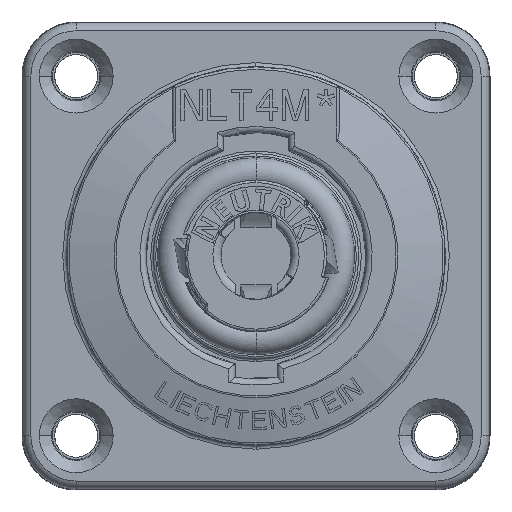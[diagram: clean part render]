
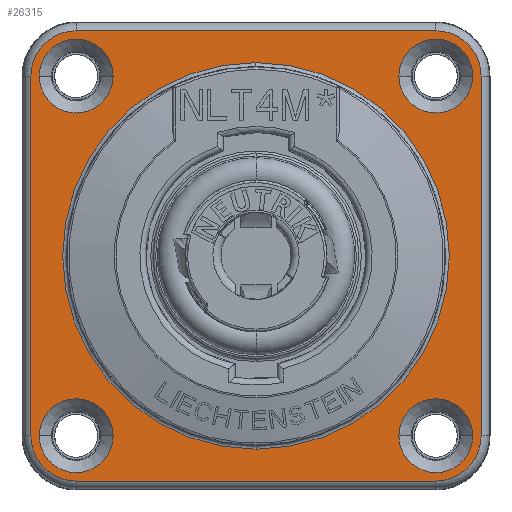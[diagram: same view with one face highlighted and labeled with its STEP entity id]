
A CAD part, top view. The second image highlights one B-rep face of the part: STEP entity #26315.
In plain terms, the highlighted planar face has unit normal (0, 0, 1).
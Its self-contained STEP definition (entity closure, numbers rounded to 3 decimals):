
#5362=DIRECTION('',(0.,-1.,0.));
#5363=VECTOR('',#5362,29.2);
#5364=CARTESIAN_POINT('',(18.283,14.6,4.45));
#5365=LINE('',#5364,#5363);
#5366=CARTESIAN_POINT('',(14.6,-14.6,4.45));
#5367=DIRECTION('',(0.,0.,-1.));
#5368=DIRECTION('',(1.,0.,0.));
#5369=AXIS2_PLACEMENT_3D('',#5366,#5367,#5368);
#5371=DIRECTION('',(-1.,0.,0.));
#5372=VECTOR('',#5371,29.2);
#5373=CARTESIAN_POINT('',(14.6,-18.283,4.45));
#5374=LINE('',#5373,#5372);
#5375=CARTESIAN_POINT('',(-14.6,-14.6,4.45));
#5376=DIRECTION('',(0.,0.,-1.));
#5377=DIRECTION('',(0.,-1.,0.));
#5378=AXIS2_PLACEMENT_3D('',#5375,#5376,#5377);
#5380=DIRECTION('',(0.,1.,0.));
#5381=VECTOR('',#5380,29.2);
#5382=CARTESIAN_POINT('',(-18.283,-14.6,4.45));
#5383=LINE('',#5382,#5381);
#5384=CARTESIAN_POINT('',(-14.6,14.6,4.45));
#5385=DIRECTION('',(0.,0.,-1.));
#5386=DIRECTION('',(-1.,0.,0.));
#5387=AXIS2_PLACEMENT_3D('',#5384,#5385,#5386);
#5389=DIRECTION('',(1.,0.,0.));
#5390=VECTOR('',#5389,29.2);
#5391=CARTESIAN_POINT('',(-14.6,18.283,4.45));
#5392=LINE('',#5391,#5390);
#5393=CARTESIAN_POINT('',(14.6,14.6,4.45));
#5394=DIRECTION('',(0.,0.,-1.));
#5395=DIRECTION('',(0.,1.,0.));
#5396=AXIS2_PLACEMENT_3D('',#5393,#5394,#5395);
#5398=CARTESIAN_POINT('',(-14.6,14.6,4.45));
#5399=DIRECTION('',(0.,0.,1.));
#5400=DIRECTION('',(1.,0.,0.));
#5401=AXIS2_PLACEMENT_3D('',#5398,#5399,#5400);
#5403=CARTESIAN_POINT('',(-14.6,14.6,4.45));
#5404=DIRECTION('',(0.,0.,1.));
#5405=DIRECTION('',(-1.,0.,0.));
#5406=AXIS2_PLACEMENT_3D('',#5403,#5404,#5405);
#5408=CARTESIAN_POINT('',(14.6,-14.6,4.45));
#5409=DIRECTION('',(0.,0.,1.));
#5410=DIRECTION('',(1.,0.,0.));
#5411=AXIS2_PLACEMENT_3D('',#5408,#5409,#5410);
#5413=CARTESIAN_POINT('',(14.6,-14.6,4.45));
#5414=DIRECTION('',(0.,0.,1.));
#5415=DIRECTION('',(-1.,0.,0.));
#5416=AXIS2_PLACEMENT_3D('',#5413,#5414,#5415);
#5418=CARTESIAN_POINT('',(14.6,14.6,4.45));
#5419=DIRECTION('',(0.,0.,1.));
#5420=DIRECTION('',(1.,0.,0.));
#5421=AXIS2_PLACEMENT_3D('',#5418,#5419,#5420);
#5423=CARTESIAN_POINT('',(14.6,14.6,4.45));
#5424=DIRECTION('',(0.,0.,1.));
#5425=DIRECTION('',(-1.,0.,0.));
#5426=AXIS2_PLACEMENT_3D('',#5423,#5424,#5425);
#5428=CARTESIAN_POINT('',(-14.6,-14.6,4.45));
#5429=DIRECTION('',(0.,0.,1.));
#5430=DIRECTION('',(1.,0.,0.));
#5431=AXIS2_PLACEMENT_3D('',#5428,#5429,#5430);
#5433=CARTESIAN_POINT('',(-14.6,-14.6,4.45));
#5434=DIRECTION('',(0.,0.,1.));
#5435=DIRECTION('',(-1.,0.,0.));
#5436=AXIS2_PLACEMENT_3D('',#5433,#5434,#5435);
#5438=CARTESIAN_POINT('',(0.,0.,4.45));
#5439=DIRECTION('',(0.,0.,-1.));
#5440=DIRECTION('',(0.,-1.,0.));
#5441=AXIS2_PLACEMENT_3D('',#5438,#5439,#5440);
#5443=CARTESIAN_POINT('',(0.,0.,4.45));
#5444=DIRECTION('',(0.,0.,-1.));
#5445=DIRECTION('',(0.,1.,0.));
#5446=AXIS2_PLACEMENT_3D('',#5443,#5444,#5445);
#16379=CARTESIAN_POINT('',(-11.6,14.6,4.45));
#16380=CARTESIAN_POINT('',(-17.6,14.6,4.45));
#16381=VERTEX_POINT('',#16379);
#16382=VERTEX_POINT('',#16380);
#16383=CARTESIAN_POINT('',(17.6,-14.6,4.45));
#16384=CARTESIAN_POINT('',(11.6,-14.6,4.45));
#16385=VERTEX_POINT('',#16383);
#16386=VERTEX_POINT('',#16384);
#16387=CARTESIAN_POINT('',(17.6,14.6,4.45));
#16388=CARTESIAN_POINT('',(11.6,14.6,4.45));
#16389=VERTEX_POINT('',#16387);
#16390=VERTEX_POINT('',#16388);
#16403=CARTESIAN_POINT('',(-11.6,-14.6,4.45));
#16404=CARTESIAN_POINT('',(-17.6,-14.6,4.45));
#16405=VERTEX_POINT('',#16403);
#16406=VERTEX_POINT('',#16404);
#17184=CARTESIAN_POINT('',(0.,-15.695,4.45));
#17185=CARTESIAN_POINT('',(0.,15.695,4.45));
#17186=VERTEX_POINT('',#17184);
#17187=VERTEX_POINT('',#17185);
#17480=CARTESIAN_POINT('',(18.283,14.6,4.45));
#17481=CARTESIAN_POINT('',(18.283,-14.6,4.45));
#17482=VERTEX_POINT('',#17480);
#17483=VERTEX_POINT('',#17481);
#17484=CARTESIAN_POINT('',(14.6,-18.283,4.45));
#17485=VERTEX_POINT('',#17484);
#17486=CARTESIAN_POINT('',(-14.6,-18.283,4.45));
#17487=VERTEX_POINT('',#17486);
#17488=CARTESIAN_POINT('',(-18.283,-14.6,4.45));
#17489=VERTEX_POINT('',#17488);
#17490=CARTESIAN_POINT('',(-18.283,14.6,4.45));
#17491=VERTEX_POINT('',#17490);
#17492=CARTESIAN_POINT('',(-14.6,18.283,4.45));
#17493=VERTEX_POINT('',#17492);
#17494=CARTESIAN_POINT('',(14.6,18.283,4.45));
#17495=VERTEX_POINT('',#17494);
#26264=CARTESIAN_POINT('',(0.,0.,4.45));
#26265=DIRECTION('',(0.,0.,-1.));
#26266=DIRECTION('',(0.,-1.,0.));
#26267=AXIS2_PLACEMENT_3D('',#26264,#26265,#26266);
#26268=PLANE('',#26267);
#26270=ORIENTED_EDGE('',*,*,#26269,.T.);
#26272=ORIENTED_EDGE('',*,*,#26271,.T.);
#26274=ORIENTED_EDGE('',*,*,#26273,.T.);
#26276=ORIENTED_EDGE('',*,*,#26275,.T.);
#26278=ORIENTED_EDGE('',*,*,#26277,.T.);
#26280=ORIENTED_EDGE('',*,*,#26279,.T.);
#26282=ORIENTED_EDGE('',*,*,#26281,.T.);
#26284=ORIENTED_EDGE('',*,*,#26283,.T.);
#26285=EDGE_LOOP('',(#26270,#26272,#26274,#26276,#26278,#26280,#26282,#26284));
#26286=FACE_OUTER_BOUND('',#26285,.F.);
#26288=ORIENTED_EDGE('',*,*,#26287,.T.);
#26290=ORIENTED_EDGE('',*,*,#26289,.T.);
#26291=EDGE_LOOP('',(#26288,#26290));
#26292=FACE_BOUND('',#26291,.F.);
#26294=ORIENTED_EDGE('',*,*,#26293,.T.);
#26296=ORIENTED_EDGE('',*,*,#26295,.T.);
#26297=EDGE_LOOP('',(#26294,#26296));
#26298=FACE_BOUND('',#26297,.F.);
#26300=ORIENTED_EDGE('',*,*,#26299,.T.);
#26302=ORIENTED_EDGE('',*,*,#26301,.T.);
#26303=EDGE_LOOP('',(#26300,#26302));
#26304=FACE_BOUND('',#26303,.F.);
#26306=ORIENTED_EDGE('',*,*,#26305,.T.);
#26308=ORIENTED_EDGE('',*,*,#26307,.T.);
#26309=EDGE_LOOP('',(#26306,#26308));
#26310=FACE_BOUND('',#26309,.F.);
#26311=ORIENTED_EDGE('',*,*,#18116,.F.);
#26312=ORIENTED_EDGE('',*,*,#18101,.F.);
#26313=EDGE_LOOP('',(#26311,#26312));
#26314=FACE_BOUND('',#26313,.F.);
#5370=CIRCLE('',#5369,3.683);
#5379=CIRCLE('',#5378,3.683);
#5388=CIRCLE('',#5387,3.683);
#5397=CIRCLE('',#5396,3.683);
#5402=CIRCLE('',#5401,3.);
#5407=CIRCLE('',#5406,3.);
#5412=CIRCLE('',#5411,3.);
#5417=CIRCLE('',#5416,3.);
#5422=CIRCLE('',#5421,3.);
#5427=CIRCLE('',#5426,3.);
#5432=CIRCLE('',#5431,3.);
#5437=CIRCLE('',#5436,3.);
#5442=CIRCLE('',#5441,15.695);
#5447=CIRCLE('',#5446,15.695);
#18101=EDGE_CURVE('',#17187,#17186,#5447,.T.);
#18116=EDGE_CURVE('',#17186,#17187,#5442,.T.);
#26269=EDGE_CURVE('',#17482,#17483,#5365,.T.);
#26271=EDGE_CURVE('',#17483,#17485,#5370,.T.);
#26273=EDGE_CURVE('',#17485,#17487,#5374,.T.);
#26275=EDGE_CURVE('',#17487,#17489,#5379,.T.);
#26277=EDGE_CURVE('',#17489,#17491,#5383,.T.);
#26279=EDGE_CURVE('',#17491,#17493,#5388,.T.);
#26281=EDGE_CURVE('',#17493,#17495,#5392,.T.);
#26283=EDGE_CURVE('',#17495,#17482,#5397,.T.);
#26287=EDGE_CURVE('',#16381,#16382,#5402,.T.);
#26289=EDGE_CURVE('',#16382,#16381,#5407,.T.);
#26293=EDGE_CURVE('',#16385,#16386,#5412,.T.);
#26295=EDGE_CURVE('',#16386,#16385,#5417,.T.);
#26299=EDGE_CURVE('',#16389,#16390,#5422,.T.);
#26301=EDGE_CURVE('',#16390,#16389,#5427,.T.);
#26305=EDGE_CURVE('',#16405,#16406,#5432,.T.);
#26307=EDGE_CURVE('',#16406,#16405,#5437,.T.);
#26315=ADVANCED_FACE('',(#26286,#26292,#26298,#26304,#26310,#26314),#26268,.F.);
